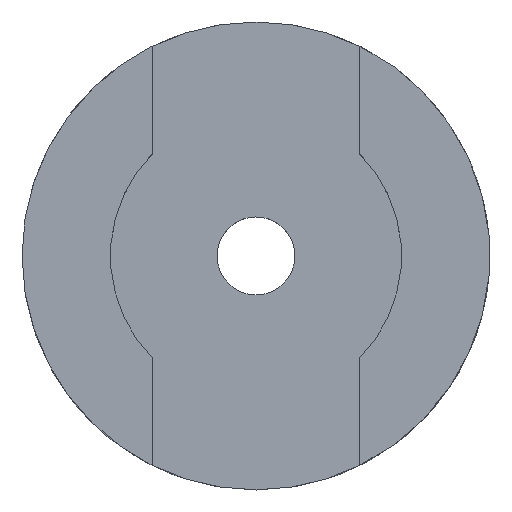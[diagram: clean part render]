
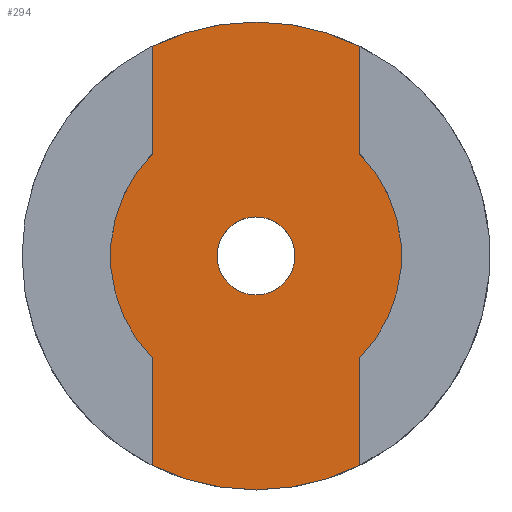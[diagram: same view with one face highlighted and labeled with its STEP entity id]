
A CAD part, top view. The second image highlights one B-rep face of the part: STEP entity #294.
In plain terms, the highlighted planar face has unit normal (0, 0, 1).
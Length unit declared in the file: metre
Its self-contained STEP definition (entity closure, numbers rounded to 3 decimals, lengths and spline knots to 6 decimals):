
#20=LINE('',#459,#44);
#21=LINE('',#463,#45);
#22=LINE('',#467,#46);
#23=LINE('',#471,#47);
#44=VECTOR('',#369,1.);
#45=VECTOR('',#372,1.);
#46=VECTOR('',#375,1.);
#47=VECTOR('',#378,1.);
#68=PLANE('',#327);
#82=ORIENTED_EDGE('',*,*,#159,.T.);
#83=ORIENTED_EDGE('',*,*,#160,.F.);
#84=ORIENTED_EDGE('',*,*,#161,.F.);
#85=ORIENTED_EDGE('',*,*,#162,.F.);
#86=ORIENTED_EDGE('',*,*,#163,.F.);
#87=ORIENTED_EDGE('',*,*,#164,.F.);
#88=ORIENTED_EDGE('',*,*,#165,.F.);
#89=ORIENTED_EDGE('',*,*,#166,.F.);
#90=ORIENTED_EDGE('',*,*,#167,.F.);
#159=EDGE_CURVE('',#198,#198,#225,.T.);
#160=EDGE_CURVE('',#199,#200,#226,.T.);
#161=EDGE_CURVE('',#201,#199,#20,.T.);
#162=EDGE_CURVE('',#202,#201,#227,.T.);
#163=EDGE_CURVE('',#203,#202,#21,.T.);
#164=EDGE_CURVE('',#204,#203,#228,.T.);
#165=EDGE_CURVE('',#205,#204,#22,.T.);
#166=EDGE_CURVE('',#206,#205,#229,.T.);
#167=EDGE_CURVE('',#200,#206,#23,.T.);
#198=VERTEX_POINT('',#454);
#199=VERTEX_POINT('',#457);
#200=VERTEX_POINT('',#458);
#201=VERTEX_POINT('',#460);
#202=VERTEX_POINT('',#462);
#203=VERTEX_POINT('',#464);
#204=VERTEX_POINT('',#466);
#205=VERTEX_POINT('',#468);
#206=VERTEX_POINT('',#470);
#225=CIRCLE('',#326,0.0015);
#226=CIRCLE('',#328,0.009);
#227=CIRCLE('',#329,0.0056);
#228=CIRCLE('',#330,0.009);
#229=CIRCLE('',#331,0.0056);
#241=EDGE_LOOP('',(#82));
#242=EDGE_LOOP('',(#83,#84,#85,#86,#87,#88,#89,#90));
#265=FACE_BOUND('',#241,.T.);
#266=FACE_BOUND('',#242,.T.);
#294=ADVANCED_FACE('',(#265,#266),#68,.T.);
#326=AXIS2_PLACEMENT_3D('',#453,#363,#364);
#327=AXIS2_PLACEMENT_3D('',#455,#365,#366);
#328=AXIS2_PLACEMENT_3D('',#456,#367,#368);
#329=AXIS2_PLACEMENT_3D('',#461,#370,#371);
#330=AXIS2_PLACEMENT_3D('',#465,#373,#374);
#331=AXIS2_PLACEMENT_3D('',#469,#376,#377);
#363=DIRECTION('',(0.,0.,-1.));
#364=DIRECTION('',(1.,0.,0.));
#365=DIRECTION('',(0.,0.,1.));
#366=DIRECTION('',(0.,-1.,0.));
#367=DIRECTION('',(0.,0.,-1.));
#368=DIRECTION('',(-1.,0.,0.));
#369=DIRECTION('',(0.,1.,0.));
#370=DIRECTION('',(0.,0.,-1.));
#371=DIRECTION('',(1.,0.,0.));
#372=DIRECTION('',(0.,1.,0.));
#373=DIRECTION('',(0.,0.,-1.));
#374=DIRECTION('',(-1.,0.,0.));
#375=DIRECTION('',(0.,-1.,0.));
#376=DIRECTION('',(0.,0.,-1.));
#377=DIRECTION('',(1.,0.,0.));
#378=DIRECTION('',(0.,-1.,0.));
#453=CARTESIAN_POINT('',(0.,0.,0.002));
#454=CARTESIAN_POINT('',(0.0015,0.,0.002));
#455=CARTESIAN_POINT('',(0.,0.,0.002));
#456=CARTESIAN_POINT('',(0.,0.,0.002));
#457=CARTESIAN_POINT('',(-0.004,0.008062,0.002));
#458=CARTESIAN_POINT('',(0.004,0.008062,0.002));
#459=CARTESIAN_POINT('',(-0.004,0.014186,0.002));
#460=CARTESIAN_POINT('',(-0.004,0.003919,0.002));
#461=CARTESIAN_POINT('',(0.,0.,0.002));
#462=CARTESIAN_POINT('',(-0.004,-0.003919,0.002));
#463=CARTESIAN_POINT('',(-0.004,0.014186,0.002));
#464=CARTESIAN_POINT('',(-0.004,-0.008062,0.002));
#465=CARTESIAN_POINT('',(0.,0.,0.002));
#466=CARTESIAN_POINT('',(0.004,-0.008062,0.002));
#467=CARTESIAN_POINT('',(0.004,-0.014186,0.002));
#468=CARTESIAN_POINT('',(0.004,-0.003919,0.002));
#469=CARTESIAN_POINT('',(0.,0.,0.002));
#470=CARTESIAN_POINT('',(0.004,0.003919,0.002));
#471=CARTESIAN_POINT('',(0.004,-0.014186,0.002));
